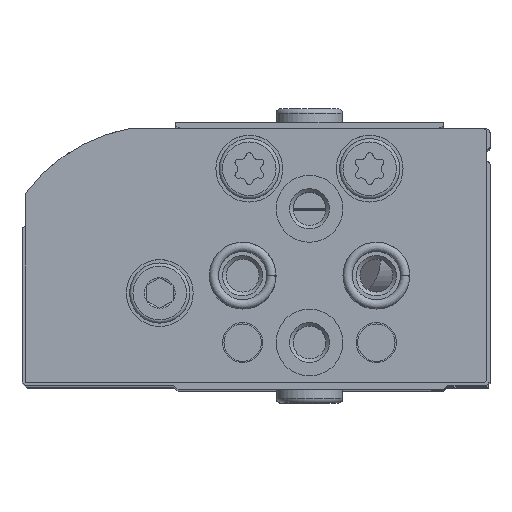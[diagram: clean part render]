
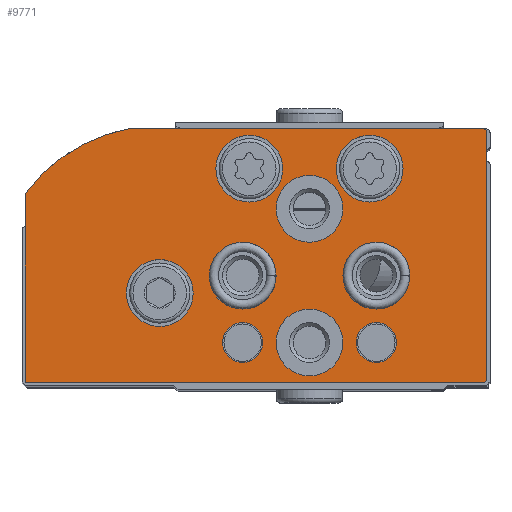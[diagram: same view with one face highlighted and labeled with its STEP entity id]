
A CAD part, top view. The second image highlights one B-rep face of the part: STEP entity #9771.
In plain terms, the highlighted face is planar.
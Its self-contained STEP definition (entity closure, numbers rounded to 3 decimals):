
#1043=LINE('',#16869,#1794);
#1047=LINE('',#16879,#1798);
#1049=LINE('',#16883,#1800);
#1052=LINE('',#16891,#1803);
#1794=VECTOR('',#13616,1000.);
#1798=VECTOR('',#13626,1000.);
#1800=VECTOR('',#13630,1000.);
#1803=VECTOR('',#13639,1000.);
#3830=ORIENTED_EDGE('',*,*,#5580,.T.);
#3831=ORIENTED_EDGE('',*,*,#5581,.T.);
#3832=ORIENTED_EDGE('',*,*,#5582,.T.);
#3833=ORIENTED_EDGE('',*,*,#5583,.T.);
#3834=ORIENTED_EDGE('',*,*,#5584,.T.);
#3835=ORIENTED_EDGE('',*,*,#5585,.T.);
#3836=ORIENTED_EDGE('',*,*,#5586,.T.);
#3837=ORIENTED_EDGE('',*,*,#5587,.T.);
#3838=ORIENTED_EDGE('',*,*,#5588,.T.);
#3839=ORIENTED_EDGE('',*,*,#5565,.F.);
#3840=ORIENTED_EDGE('',*,*,#5579,.F.);
#3841=ORIENTED_EDGE('',*,*,#5576,.F.);
#3842=ORIENTED_EDGE('',*,*,#5574,.F.);
#3843=ORIENTED_EDGE('',*,*,#5572,.F.);
#3844=ORIENTED_EDGE('',*,*,#5570,.F.);
#3845=ORIENTED_EDGE('',*,*,#5568,.F.);
#5565=EDGE_CURVE('',#6630,#6631,#1043,.T.);
#5568=EDGE_CURVE('',#6631,#6632,#7178,.T.);
#5570=EDGE_CURVE('',#6632,#6633,#1047,.T.);
#5572=EDGE_CURVE('',#6633,#6634,#1049,.T.);
#5574=EDGE_CURVE('',#6634,#6635,#7179,.T.);
#5576=EDGE_CURVE('',#6635,#6636,#1052,.T.);
#5579=EDGE_CURVE('',#6636,#6630,#7180,.T.);
#5580=EDGE_CURVE('',#6637,#6637,#7181,.T.);
#5581=EDGE_CURVE('',#6638,#6638,#7182,.T.);
#5582=EDGE_CURVE('',#6639,#6639,#7183,.T.);
#5583=EDGE_CURVE('',#6640,#6640,#7184,.T.);
#5584=EDGE_CURVE('',#6641,#6641,#7185,.T.);
#5585=EDGE_CURVE('',#6642,#6642,#7186,.T.);
#5586=EDGE_CURVE('',#6643,#6643,#7187,.T.);
#5587=EDGE_CURVE('',#6644,#6644,#7188,.T.);
#5588=EDGE_CURVE('',#6645,#6645,#7189,.T.);
#6630=VERTEX_POINT('',#16870);
#6631=VERTEX_POINT('',#16871);
#6632=VERTEX_POINT('',#16876);
#6633=VERTEX_POINT('',#16880);
#6634=VERTEX_POINT('',#16884);
#6635=VERTEX_POINT('',#16888);
#6636=VERTEX_POINT('',#16892);
#6637=VERTEX_POINT('',#16899);
#6638=VERTEX_POINT('',#16901);
#6639=VERTEX_POINT('',#16903);
#6640=VERTEX_POINT('',#16905);
#6641=VERTEX_POINT('',#16907);
#6642=VERTEX_POINT('',#16909);
#6643=VERTEX_POINT('',#16911);
#6644=VERTEX_POINT('',#16913);
#6645=VERTEX_POINT('',#16915);
#7178=CIRCLE('',#11168,0.3);
#7179=CIRCLE('',#11172,12.5);
#7180=CIRCLE('',#11175,0.3);
#7181=CIRCLE('',#11177,2.5);
#7182=CIRCLE('',#11178,1.5);
#7183=CIRCLE('',#11179,2.5);
#7184=CIRCLE('',#11180,1.5);
#7185=CIRCLE('',#11181,2.5);
#7186=CIRCLE('',#11182,2.5);
#7187=CIRCLE('',#11183,2.5);
#7188=CIRCLE('',#11184,2.5);
#7189=CIRCLE('',#11185,2.5);
#7902=EDGE_LOOP('',(#3830));
#7903=EDGE_LOOP('',(#3831));
#7904=EDGE_LOOP('',(#3832));
#7905=EDGE_LOOP('',(#3833));
#7906=EDGE_LOOP('',(#3834));
#7907=EDGE_LOOP('',(#3835));
#7908=EDGE_LOOP('',(#3836));
#7909=EDGE_LOOP('',(#3837));
#7910=EDGE_LOOP('',(#3838));
#7911=EDGE_LOOP('',(#3839,#3840,#3841,#3842,#3843,#3844,#3845));
#8762=FACE_BOUND('',#7902,.T.);
#8763=FACE_BOUND('',#7903,.T.);
#8764=FACE_BOUND('',#7904,.T.);
#8765=FACE_BOUND('',#7905,.T.);
#8766=FACE_BOUND('',#7906,.T.);
#8767=FACE_BOUND('',#7907,.T.);
#8768=FACE_BOUND('',#7908,.T.);
#8769=FACE_BOUND('',#7909,.T.);
#8770=FACE_BOUND('',#7910,.T.);
#8771=FACE_BOUND('',#7911,.T.);
#9294=PLANE('',#11176);
#9771=ADVANCED_FACE('',(#8762,#8763,#8764,#8765,#8766,#8767,#8768,#8769,
#8770,#8771),#9294,.F.);
#11168=AXIS2_PLACEMENT_3D('',#16875,#13621,#13622);
#11172=AXIS2_PLACEMENT_3D('',#16887,#13634,#13635);
#11175=AXIS2_PLACEMENT_3D('',#16896,#13644,#13645);
#11176=AXIS2_PLACEMENT_3D('',#16897,#13646,#13647);
#11177=AXIS2_PLACEMENT_3D('',#16898,#13648,#13649);
#11178=AXIS2_PLACEMENT_3D('',#16900,#13650,#13651);
#11179=AXIS2_PLACEMENT_3D('',#16902,#13652,#13653);
#11180=AXIS2_PLACEMENT_3D('',#16904,#13654,#13655);
#11181=AXIS2_PLACEMENT_3D('',#16906,#13656,#13657);
#11182=AXIS2_PLACEMENT_3D('',#16908,#13658,#13659);
#11183=AXIS2_PLACEMENT_3D('',#16910,#13660,#13661);
#11184=AXIS2_PLACEMENT_3D('',#16912,#13662,#13663);
#11185=AXIS2_PLACEMENT_3D('',#16914,#13664,#13665);
#13616=DIRECTION('',(0.,-1.,0.));
#13621=DIRECTION('',(0.,0.,1.));
#13622=DIRECTION('',(1.,0.,0.));
#13626=DIRECTION('',(1.,0.,0.));
#13630=DIRECTION('',(0.,1.,0.));
#13634=DIRECTION('',(0.,0.,1.));
#13635=DIRECTION('',(1.,0.,0.));
#13639=DIRECTION('',(-1.,0.,0.));
#13644=DIRECTION('',(0.,0.,1.));
#13645=DIRECTION('',(1.,0.,0.));
#13646=DIRECTION('',(0.,0.,1.));
#13647=DIRECTION('',(1.,0.,0.));
#13648=DIRECTION('',(0.,0.,1.));
#13649=DIRECTION('',(1.,0.,0.));
#13650=DIRECTION('',(0.,0.,1.));
#13651=DIRECTION('',(1.,0.,0.));
#13652=DIRECTION('',(0.,0.,1.));
#13653=DIRECTION('',(1.,0.,0.));
#13654=DIRECTION('',(0.,0.,1.));
#13655=DIRECTION('',(1.,0.,0.));
#13656=DIRECTION('',(0.,0.,1.));
#13657=DIRECTION('',(1.,0.,0.));
#13658=DIRECTION('',(0.,0.,1.));
#13659=DIRECTION('',(1.,0.,0.));
#13660=DIRECTION('',(0.,0.,1.));
#13661=DIRECTION('',(1.,0.,0.));
#13662=DIRECTION('',(0.,0.,1.));
#13663=DIRECTION('',(1.,0.,0.));
#13664=DIRECTION('',(0.,0.,1.));
#13665=DIRECTION('',(1.,0.,0.));
#16869=CARTESIAN_POINT('',(0.,18.7,0.));
#16870=CARTESIAN_POINT('',(0.,18.7,0.));
#16871=CARTESIAN_POINT('',(0.,0.3,0.));
#16875=CARTESIAN_POINT('',(0.3,0.3,0.));
#16876=CARTESIAN_POINT('',(0.3,0.,0.));
#16879=CARTESIAN_POINT('',(0.3,0.,0.));
#16880=CARTESIAN_POINT('',(34.5,0.,0.));
#16883=CARTESIAN_POINT('',(34.5,0.,0.));
#16884=CARTESIAN_POINT('',(34.5,14.133,0.));
#16887=CARTESIAN_POINT('',(24.45,6.7,0.));
#16888=CARTESIAN_POINT('',(26.677,19.,0.));
#16891=CARTESIAN_POINT('',(26.677,19.,0.));
#16892=CARTESIAN_POINT('',(0.3,19.,0.));
#16896=CARTESIAN_POINT('',(0.3,18.7,0.));
#16897=CARTESIAN_POINT('',(0.3,0.3,0.));
#16898=CARTESIAN_POINT('',(24.45,6.7,0.));
#16899=CARTESIAN_POINT('',(26.95,6.7,0.));
#16900=CARTESIAN_POINT('',(8.25,3.,0.));
#16901=CARTESIAN_POINT('',(9.75,3.,0.));
#16902=CARTESIAN_POINT('',(13.25,3.,0.));
#16903=CARTESIAN_POINT('',(15.75,3.,0.));
#16904=CARTESIAN_POINT('',(18.25,3.,0.));
#16905=CARTESIAN_POINT('',(19.75,3.,0.));
#16906=CARTESIAN_POINT('',(18.25,8.,0.));
#16907=CARTESIAN_POINT('',(20.75,8.,0.));
#16908=CARTESIAN_POINT('',(8.25,8.,0.));
#16909=CARTESIAN_POINT('',(10.75,8.,0.));
#16910=CARTESIAN_POINT('',(13.25,13.,0.));
#16911=CARTESIAN_POINT('',(15.75,13.,0.));
#16912=CARTESIAN_POINT('',(8.75,16.,0.));
#16913=CARTESIAN_POINT('',(11.25,16.,0.));
#16914=CARTESIAN_POINT('',(17.75,16.,0.));
#16915=CARTESIAN_POINT('',(20.25,16.,0.));
